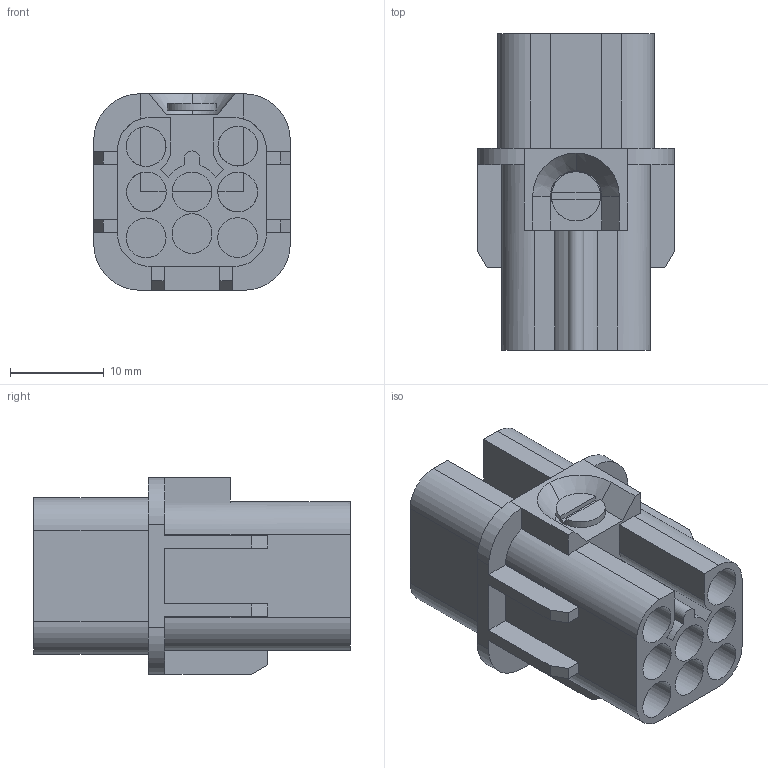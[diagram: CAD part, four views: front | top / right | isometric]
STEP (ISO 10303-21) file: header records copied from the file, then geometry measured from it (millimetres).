
FILE_DESCRIPTION (( 'STEP AP214' ), '1' );
FILE_NAME ('ZP-3A-7-FC-INSERT.STEP', '2011-11-18T20:29:15', ( '.ADC' ), ( 'ADC' ), 'SwSTEP 2.0', 'SolidWorks 2011', '' );
FILE_SCHEMA (( 'AUTOMOTIVE_DESIGN' ));
Length unit declared in the file: millimetre
Products named in the file (1): ZP-3A-7-FC-INSERT
Bounding box: 21 x 33.8 x 21 mm (x, y, z)
Volume: 5611.5 mm3; surface area: 6728.4 mm2
Topology: 2 solids, 2 shells, 134 faces, 342 edges, 229 vertices
Faces by surface type: plane 98, cylinder 34, cone 2
Full cylindrical faces by diameter (mm): 3.292 x4, 3.3 x4, 4.25 x8, 5.25 x1
Entity records: 5385 total; most frequent: CARTESIAN_POINT 667, DIRECTION 666, ORIENTED_EDGE 628, EDGE_CURVE 314, LINE 232, VECTOR 232, VERTEX_POINT 218, AXIS2_PLACEMENT_3D 217
